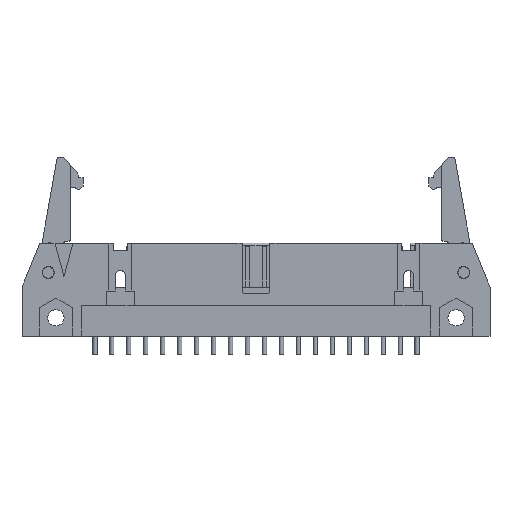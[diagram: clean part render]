
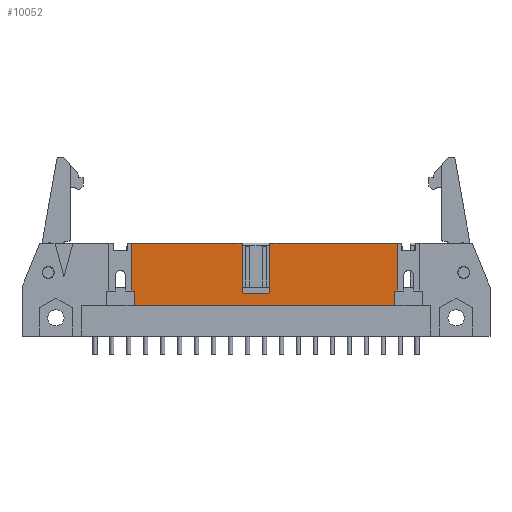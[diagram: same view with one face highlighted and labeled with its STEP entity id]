
A CAD part, front view. The second image highlights one B-rep face of the part: STEP entity #10052.
In plain terms, the highlighted planar face has unit normal (0, -1, 0).
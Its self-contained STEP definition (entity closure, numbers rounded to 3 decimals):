
#1347=DIRECTION('',(0.,0.,-1.));
#1348=VECTOR('',#1347,7.188);
#1349=CARTESIAN_POINT('',(-18.618,-4.001,6.604));
#1350=LINE('',#1349,#1348);
#1351=DIRECTION('',(-1.,0.,0.));
#1352=VECTOR('',#1351,16.523);
#1353=CARTESIAN_POINT('',(-2.096,-4.001,6.604));
#1354=LINE('',#1353,#1352);
#1355=DIRECTION('',(0.,0.,-1.));
#1356=VECTOR('',#1355,7.112);
#1357=CARTESIAN_POINT('',(-2.096,-4.001,6.604));
#1358=LINE('',#1357,#1356);
#1359=CARTESIAN_POINT('',(-1.588,-4.001,-0.508));
#1360=DIRECTION('',(0.,-1.,0.));
#1361=DIRECTION('',(-1.,0.,0.));
#1362=AXIS2_PLACEMENT_3D('',#1359,#1360,#1361);
#1364=DIRECTION('',(1.,0.,0.));
#1365=VECTOR('',#1364,3.175);
#1366=CARTESIAN_POINT('',(-1.588,-4.001,-1.016));
#1367=LINE('',#1366,#1365);
#1368=CARTESIAN_POINT('',(1.588,-4.001,-0.508));
#1369=DIRECTION('',(0.,-1.,0.));
#1370=DIRECTION('',(0.,0.,-1.));
#1371=AXIS2_PLACEMENT_3D('',#1368,#1369,#1370);
#1373=DIRECTION('',(0.,0.,-1.));
#1374=VECTOR('',#1373,7.112);
#1375=CARTESIAN_POINT('',(2.096,-4.001,6.604));
#1376=LINE('',#1375,#1374);
#1377=DIRECTION('',(-1.,0.,0.));
#1378=VECTOR('',#1377,19.063);
#1379=CARTESIAN_POINT('',(21.158,-4.001,6.604));
#1380=LINE('',#1379,#1378);
#1381=DIRECTION('',(0.,0.,-1.));
#1382=VECTOR('',#1381,7.188);
#1383=CARTESIAN_POINT('',(21.158,-4.001,6.604));
#1384=LINE('',#1383,#1382);
#1385=DIRECTION('',(-1.,0.,0.));
#1386=VECTOR('',#1385,0.368);
#1387=CARTESIAN_POINT('',(21.158,-4.001,-0.584));
#1388=LINE('',#1387,#1386);
#1389=DIRECTION('',(0.,0.,-1.));
#1390=VECTOR('',#1389,2.184);
#1391=CARTESIAN_POINT('',(20.79,-4.001,-0.584));
#1392=LINE('',#1391,#1390);
#1393=DIRECTION('',(1.,0.,0.));
#1394=VECTOR('',#1393,39.04);
#1395=CARTESIAN_POINT('',(-18.25,-4.001,-2.769));
#1396=LINE('',#1395,#1394);
#1397=DIRECTION('',(0.,0.,1.));
#1398=VECTOR('',#1397,2.184);
#1399=CARTESIAN_POINT('',(-18.25,-4.001,-2.769));
#1400=LINE('',#1399,#1398);
#1401=DIRECTION('',(-1.,0.,0.));
#1402=VECTOR('',#1401,0.368);
#1403=CARTESIAN_POINT('',(-18.25,-4.001,-0.584));
#1404=LINE('',#1403,#1402);
#6462=CARTESIAN_POINT('',(-2.096,-4.001,6.604));
#6463=CARTESIAN_POINT('',(-2.096,-4.001,-0.508));
#6464=VERTEX_POINT('',#6462);
#6465=VERTEX_POINT('',#6463);
#6466=CARTESIAN_POINT('',(-1.588,-4.001,-1.016));
#6467=VERTEX_POINT('',#6466);
#6468=CARTESIAN_POINT('',(1.588,-4.001,-1.016));
#6469=VERTEX_POINT('',#6468);
#6470=CARTESIAN_POINT('',(2.096,-4.001,-0.508));
#6471=VERTEX_POINT('',#6470);
#6472=CARTESIAN_POINT('',(2.096,-4.001,6.604));
#6473=VERTEX_POINT('',#6472);
#6850=CARTESIAN_POINT('',(20.79,-4.001,-0.584));
#6851=VERTEX_POINT('',#6850);
#7358=CARTESIAN_POINT('',(21.158,-4.001,6.604));
#7359=CARTESIAN_POINT('',(21.158,-4.001,-0.584));
#7360=VERTEX_POINT('',#7358);
#7361=VERTEX_POINT('',#7359);
#7421=CARTESIAN_POINT('',(20.79,-4.001,-2.769));
#7423=VERTEX_POINT('',#7421);
#7454=CARTESIAN_POINT('',(-18.25,-4.001,-2.769));
#7455=CARTESIAN_POINT('',(-18.25,-4.001,-0.584));
#7456=VERTEX_POINT('',#7454);
#7457=VERTEX_POINT('',#7455);
#7582=CARTESIAN_POINT('',(-18.618,-4.001,6.604));
#7583=CARTESIAN_POINT('',(-18.618,-4.001,-0.584));
#7584=VERTEX_POINT('',#7582);
#7585=VERTEX_POINT('',#7583);
#10020=CARTESIAN_POINT('',(0.,-4.001,0.));
#10021=DIRECTION('',(0.,-1.,0.));
#10022=DIRECTION('',(1.,0.,0.));
#10023=AXIS2_PLACEMENT_3D('',#10020,#10021,#10022);
#10024=PLANE('',#10023);
#10026=ORIENTED_EDGE('',*,*,#10025,.F.);
#10027=ORIENTED_EDGE('',*,*,#9692,.F.);
#10029=ORIENTED_EDGE('',*,*,#10028,.T.);
#10031=ORIENTED_EDGE('',*,*,#10030,.T.);
#10033=ORIENTED_EDGE('',*,*,#10032,.T.);
#10035=ORIENTED_EDGE('',*,*,#10034,.T.);
#10036=ORIENTED_EDGE('',*,*,#9915,.F.);
#10037=ORIENTED_EDGE('',*,*,#9515,.F.);
#10039=ORIENTED_EDGE('',*,*,#10038,.T.);
#10041=ORIENTED_EDGE('',*,*,#10040,.T.);
#10043=ORIENTED_EDGE('',*,*,#10042,.T.);
#10045=ORIENTED_EDGE('',*,*,#10044,.F.);
#10047=ORIENTED_EDGE('',*,*,#10046,.T.);
#10049=ORIENTED_EDGE('',*,*,#10048,.T.);
#10050=EDGE_LOOP('',(#10026,#10027,#10029,#10031,#10033,#10035,#10036,#10037,
#10039,#10041,#10043,#10045,#10047,#10049));
#10051=FACE_OUTER_BOUND('',#10050,.F.);
#1363=CIRCLE('',#1362,0.508);
#1372=CIRCLE('',#1371,0.508);
#9515=EDGE_CURVE('',#7360,#6473,#1380,.T.);
#9692=EDGE_CURVE('',#6464,#7584,#1354,.T.);
#9915=EDGE_CURVE('',#6473,#6471,#1376,.T.);
#10025=EDGE_CURVE('',#7584,#7585,#1350,.T.);
#10028=EDGE_CURVE('',#6464,#6465,#1358,.T.);
#10030=EDGE_CURVE('',#6465,#6467,#1363,.T.);
#10032=EDGE_CURVE('',#6467,#6469,#1367,.T.);
#10034=EDGE_CURVE('',#6469,#6471,#1372,.T.);
#10038=EDGE_CURVE('',#7360,#7361,#1384,.T.);
#10040=EDGE_CURVE('',#7361,#6851,#1388,.T.);
#10042=EDGE_CURVE('',#6851,#7423,#1392,.T.);
#10044=EDGE_CURVE('',#7456,#7423,#1396,.T.);
#10046=EDGE_CURVE('',#7456,#7457,#1400,.T.);
#10048=EDGE_CURVE('',#7457,#7585,#1404,.T.);
#10052=ADVANCED_FACE('',(#10051),#10024,.T.);
